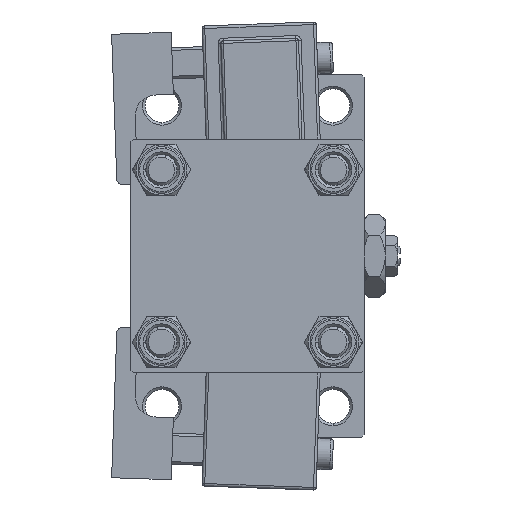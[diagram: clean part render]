
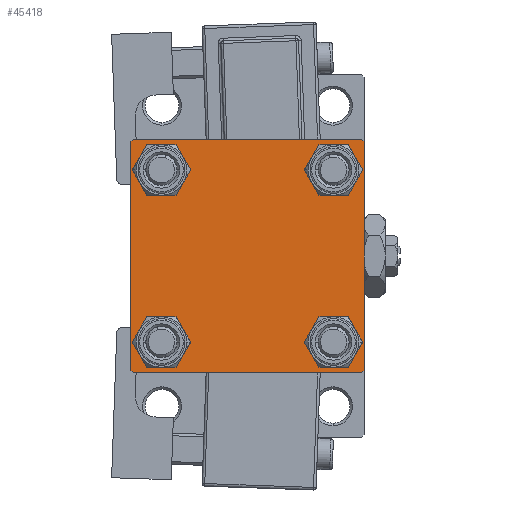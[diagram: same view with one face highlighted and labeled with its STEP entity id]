
A CAD part, left-side view. The second image highlights one B-rep face of the part: STEP entity #45418.
In plain terms, the highlighted planar face has unit normal (-1, 0, 0).
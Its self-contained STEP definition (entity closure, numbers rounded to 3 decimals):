
#951 = ORIENTED_EDGE ( 'NONE', *, *, #24406, .T. ) ;
#1522 = ORIENTED_EDGE ( 'NONE', *, *, #17856, .T. ) ;
#1801 = DIRECTION ( 'NONE',  ( 0., 0., 1. ) ) ;
#2551 = AXIS2_PLACEMENT_3D ( 'NONE', #38074, #19380, #30816 ) ;
#3619 = EDGE_LOOP ( 'NONE', ( #15110, #13647 ) ) ;
#4153 = CARTESIAN_POINT ( 'NONE',  ( 0., -22.25, 22.25 ) ) ;
#4809 = VERTEX_POINT ( 'NONE', #20238 ) ;
#4850 = EDGE_CURVE ( 'NONE', #29697, #15721, #27288, .T. ) ;
#4895 = DIRECTION ( 'NONE',  ( 0., 0., -1. ) ) ;
#5256 = ORIENTED_EDGE ( 'NONE', *, *, #31036, .T. ) ;
#5435 = DIRECTION ( 'NONE',  ( 1., 0., 0. ) ) ;
#5473 = VECTOR ( 'NONE', #4895, 1000. ) ;
#6217 = ORIENTED_EDGE ( 'NONE', *, *, #30050, .T. ) ;
#6294 = VECTOR ( 'NONE', #10197, 1000. ) ;
#6442 = EDGE_LOOP ( 'NONE', ( #34740, #5256, #12839, #32636, #44805, #15180, #34073, #32276 ) ) ;
#6877 = CARTESIAN_POINT ( 'NONE',  ( 0., -16.6, 16.6 ) ) ;
#7224 = VECTOR ( 'NONE', #15826, 1000. ) ;
#7391 = DIRECTION ( 'NONE',  ( 0., 0., 1. ) ) ;
#8182 = DIRECTION ( 'NONE',  ( 1., 0., 0. ) ) ;
#8646 = ORIENTED_EDGE ( 'NONE', *, *, #44335, .T. ) ;
#8976 = EDGE_CURVE ( 'NONE', #9613, #16549, #24728, .T. ) ;
#9032 = VERTEX_POINT ( 'NONE', #49861 ) ;
#9245 = FACE_BOUND ( 'NONE', #14665, .T. ) ;
#9613 = VERTEX_POINT ( 'NONE', #50705 ) ;
#9779 = CIRCLE ( 'NONE', #20576, 3.5 ) ;
#10006 = PLANE ( 'NONE',  #20819 ) ;
#10197 = DIRECTION ( 'NONE',  ( 0., -1., 0. ) ) ;
#10714 = VERTEX_POINT ( 'NONE', #26525 ) ;
#11217 = VERTEX_POINT ( 'NONE', #12930 ) ;
#11286 = LINE ( 'NONE', #30256, #35336 ) ;
#12076 = DIRECTION ( 'NONE',  ( 0., 0., 1. ) ) ;
#12192 = VERTEX_POINT ( 'NONE', #27814 ) ;
#12718 = VECTOR ( 'NONE', #18899, 1000. ) ;
#12839 = ORIENTED_EDGE ( 'NONE', *, *, #50508, .T. ) ;
#12930 = CARTESIAN_POINT ( 'NONE',  ( 0., 16.6, 20.1 ) ) ;
#12949 = CIRCLE ( 'NONE', #19579, 3.5 ) ;
#13647 = ORIENTED_EDGE ( 'NONE', *, *, #40728, .T. ) ;
#13721 = VERTEX_POINT ( 'NONE', #21166 ) ;
#13963 = CARTESIAN_POINT ( 'NONE',  ( 0., 16.6, 16.6 ) ) ;
#14646 = DIRECTION ( 'NONE',  ( 0., 0., 1. ) ) ;
#14665 = EDGE_LOOP ( 'NONE', ( #1522, #951 ) ) ;
#14796 = VERTEX_POINT ( 'NONE', #34403 ) ;
#14924 = DIRECTION ( 'NONE',  ( 0., 0., -1. ) ) ;
#15110 = ORIENTED_EDGE ( 'NONE', *, *, #20284, .T. ) ;
#15180 = ORIENTED_EDGE ( 'NONE', *, *, #4850, .T. ) ;
#15721 = VERTEX_POINT ( 'NONE', #43609 ) ;
#15826 = DIRECTION ( 'NONE',  ( 0., -0.707, -0.707 ) ) ;
#16549 = VERTEX_POINT ( 'NONE', #33794 ) ;
#16723 = VECTOR ( 'NONE', #27280, 1000. ) ;
#16821 = VECTOR ( 'NONE', #20300, 1000. ) ;
#17058 = DIRECTION ( 'NONE',  ( 0., 0., 1. ) ) ;
#17459 = AXIS2_PLACEMENT_3D ( 'NONE', #13963, #33945, #37329 ) ;
#17560 = FACE_BOUND ( 'NONE', #41937, .T. ) ;
#17811 = FACE_BOUND ( 'NONE', #3619, .T. ) ;
#17856 = EDGE_CURVE ( 'NONE', #32773, #38969, #29557, .T. ) ;
#17918 = DIRECTION ( 'NONE',  ( 1., 0., 0. ) ) ;
#18797 = CARTESIAN_POINT ( 'NONE',  ( 0., 16.6, 16.6 ) ) ;
#18899 = DIRECTION ( 'NONE',  ( 0., -1., 0. ) ) ;
#19380 = DIRECTION ( 'NONE',  ( 1., 0., 0. ) ) ;
#19579 = AXIS2_PLACEMENT_3D ( 'NONE', #28839, #5435, #1801 ) ;
#20126 = DIRECTION ( 'NONE',  ( 0., 0., 1. ) ) ;
#20238 = CARTESIAN_POINT ( 'NONE',  ( 0., 16.6, -20.1 ) ) ;
#20284 = EDGE_CURVE ( 'NONE', #50521, #4809, #12949, .T. ) ;
#20300 = DIRECTION ( 'NONE',  ( 0., -0.707, 0.707 ) ) ;
#20384 = CIRCLE ( 'NONE', #37801, 3.5 ) ;
#20576 = AXIS2_PLACEMENT_3D ( 'NONE', #27946, #8182, #20126 ) ;
#20819 = AXIS2_PLACEMENT_3D ( 'NONE', #25102, #41683, #17058 ) ;
#21166 = CARTESIAN_POINT ( 'NONE',  ( 0., 22., 22.5 ) ) ;
#21695 = FACE_BOUND ( 'NONE', #38481, .T. ) ;
#22467 = DIRECTION ( 'NONE',  ( 1., 0., 0. ) ) ;
#22487 = AXIS2_PLACEMENT_3D ( 'NONE', #6877, #22467, #7391 ) ;
#23618 = LINE ( 'NONE', #39440, #7224 ) ;
#24406 = EDGE_CURVE ( 'NONE', #38969, #32773, #9779, .T. ) ;
#24728 = LINE ( 'NONE', #40799, #16821 ) ;
#25102 = CARTESIAN_POINT ( 'NONE',  ( 0., 0., 0. ) ) ;
#26525 = CARTESIAN_POINT ( 'NONE',  ( 0., 16.6, 13.1 ) ) ;
#26576 = CIRCLE ( 'NONE', #17459, 3.5 ) ;
#27021 = ORIENTED_EDGE ( 'NONE', *, *, #45542, .T. ) ;
#27280 = DIRECTION ( 'NONE',  ( 0., 0.707, -0.707 ) ) ;
#27288 = LINE ( 'NONE', #4153, #39967 ) ;
#27814 = CARTESIAN_POINT ( 'NONE',  ( 0., 22.5, -22. ) ) ;
#27946 = CARTESIAN_POINT ( 'NONE',  ( 0., -16.6, -16.6 ) ) ;
#28055 = LINE ( 'NONE', #46986, #16723 ) ;
#28550 = LINE ( 'NONE', #44356, #5473 ) ;
#28839 = CARTESIAN_POINT ( 'NONE',  ( 0., 16.6, -16.6 ) ) ;
#29557 = CIRCLE ( 'NONE', #45166, 3.5 ) ;
#29697 = VERTEX_POINT ( 'NONE', #30956 ) ;
#29898 = CARTESIAN_POINT ( 'NONE',  ( 0., -16.6, -20.1 ) ) ;
#30050 = EDGE_CURVE ( 'NONE', #9032, #33414, #20384, .T. ) ;
#30127 = CARTESIAN_POINT ( 'NONE',  ( 0., -16.6, 16.6 ) ) ;
#30256 = CARTESIAN_POINT ( 'NONE',  ( 0., 22.5, 22.5 ) ) ;
#30376 = EDGE_CURVE ( 'NONE', #14796, #12192, #11286, .T. ) ;
#30646 = EDGE_CURVE ( 'NONE', #13721, #15721, #42366, .T. ) ;
#30816 = DIRECTION ( 'NONE',  ( 0., 0., 1. ) ) ;
#30956 = CARTESIAN_POINT ( 'NONE',  ( 0., -22.5, 22. ) ) ;
#31036 = EDGE_CURVE ( 'NONE', #12192, #37135, #23618, .T. ) ;
#31185 = EDGE_CURVE ( 'NONE', #29697, #16549, #28550, .T. ) ;
#32276 = ORIENTED_EDGE ( 'NONE', *, *, #46330, .T. ) ;
#32636 = ORIENTED_EDGE ( 'NONE', *, *, #8976, .T. ) ;
#32773 = VERTEX_POINT ( 'NONE', #45159 ) ;
#33414 = VERTEX_POINT ( 'NONE', #44544 ) ;
#33750 = DIRECTION ( 'NONE',  ( 0., 0., 1. ) ) ;
#33794 = CARTESIAN_POINT ( 'NONE',  ( 0., -22.5, -22. ) ) ;
#33945 = DIRECTION ( 'NONE',  ( 1., 0., 0. ) ) ;
#34073 = ORIENTED_EDGE ( 'NONE', *, *, #30646, .F. ) ;
#34403 = CARTESIAN_POINT ( 'NONE',  ( 0., 22.5, 22. ) ) ;
#34740 = ORIENTED_EDGE ( 'NONE', *, *, #30376, .T. ) ;
#35336 = VECTOR ( 'NONE', #14924, 1000. ) ;
#35840 = DIRECTION ( 'NONE',  ( 0., 0.707, 0.707 ) ) ;
#36224 = CARTESIAN_POINT ( 'NONE',  ( 0., -16.6, -16.6 ) ) ;
#37130 = EDGE_CURVE ( 'NONE', #10714, #11217, #48845, .T. ) ;
#37135 = VERTEX_POINT ( 'NONE', #37750 ) ;
#37329 = DIRECTION ( 'NONE',  ( 0., 0., 1. ) ) ;
#37750 = CARTESIAN_POINT ( 'NONE',  ( 0., 22., -22.5 ) ) ;
#37801 = AXIS2_PLACEMENT_3D ( 'NONE', #30127, #17918, #33750 ) ;
#38074 = CARTESIAN_POINT ( 'NONE',  ( 0., 16.6, -16.6 ) ) ;
#38101 = CARTESIAN_POINT ( 'NONE',  ( 0., 22.5, -22.5 ) ) ;
#38219 = CARTESIAN_POINT ( 'NONE',  ( 0., 22.5, 22.5 ) ) ;
#38481 = EDGE_LOOP ( 'NONE', ( #27021, #6217 ) ) ;
#38969 = VERTEX_POINT ( 'NONE', #29898 ) ;
#39440 = CARTESIAN_POINT ( 'NONE',  ( 0., 22.25, -22.25 ) ) ;
#39719 = AXIS2_PLACEMENT_3D ( 'NONE', #18797, #50193, #14646 ) ;
#39867 = CIRCLE ( 'NONE', #2551, 3.5 ) ;
#39967 = VECTOR ( 'NONE', #35840, 1000. ) ;
#40728 = EDGE_CURVE ( 'NONE', #4809, #50521, #39867, .T. ) ;
#40799 = CARTESIAN_POINT ( 'NONE',  ( 0., -22.25, -22.25 ) ) ;
#41683 = DIRECTION ( 'NONE',  ( -1., 0., 0. ) ) ;
#41933 = FACE_OUTER_BOUND ( 'NONE', #6442, .T. ) ;
#41937 = EDGE_LOOP ( 'NONE', ( #8646, #43441 ) ) ;
#42366 = LINE ( 'NONE', #38219, #6294 ) ;
#43441 = ORIENTED_EDGE ( 'NONE', *, *, #37130, .T. ) ;
#43609 = CARTESIAN_POINT ( 'NONE',  ( 0., -22., 22.5 ) ) ;
#44335 = EDGE_CURVE ( 'NONE', #11217, #10714, #26576, .T. ) ;
#44356 = CARTESIAN_POINT ( 'NONE',  ( 0., -22.5, 22.5 ) ) ;
#44544 = CARTESIAN_POINT ( 'NONE',  ( 0., -16.6, 20.1 ) ) ;
#44805 = ORIENTED_EDGE ( 'NONE', *, *, #31185, .F. ) ;
#44859 = CIRCLE ( 'NONE', #22487, 3.5 ) ;
#45159 = CARTESIAN_POINT ( 'NONE',  ( 0., -16.6, -13.1 ) ) ;
#45166 = AXIS2_PLACEMENT_3D ( 'NONE', #36224, #47637, #12076 ) ;
#45418 = ADVANCED_FACE ( 'NONE', ( #21695, #9245, #17811, #17560, #41933 ), #10006, .T. ) ;
#45542 = EDGE_CURVE ( 'NONE', #33414, #9032, #44859, .T. ) ;
#46330 = EDGE_CURVE ( 'NONE', #13721, #14796, #28055, .T. ) ;
#46986 = CARTESIAN_POINT ( 'NONE',  ( 0., 22.25, 22.25 ) ) ;
#47637 = DIRECTION ( 'NONE',  ( 1., 0., 0. ) ) ;
#48845 = CIRCLE ( 'NONE', #39719, 3.5 ) ;
#49861 = CARTESIAN_POINT ( 'NONE',  ( 0., -16.6, 13.1 ) ) ;
#50193 = DIRECTION ( 'NONE',  ( 1., 0., 0. ) ) ;
#50508 = EDGE_CURVE ( 'NONE', #37135, #9613, #50817, .T. ) ;
#50521 = VERTEX_POINT ( 'NONE', #50551 ) ;
#50551 = CARTESIAN_POINT ( 'NONE',  ( 0., 16.6, -13.1 ) ) ;
#50705 = CARTESIAN_POINT ( 'NONE',  ( 0., -22., -22.5 ) ) ;
#50817 = LINE ( 'NONE', #38101, #12718 ) ;
